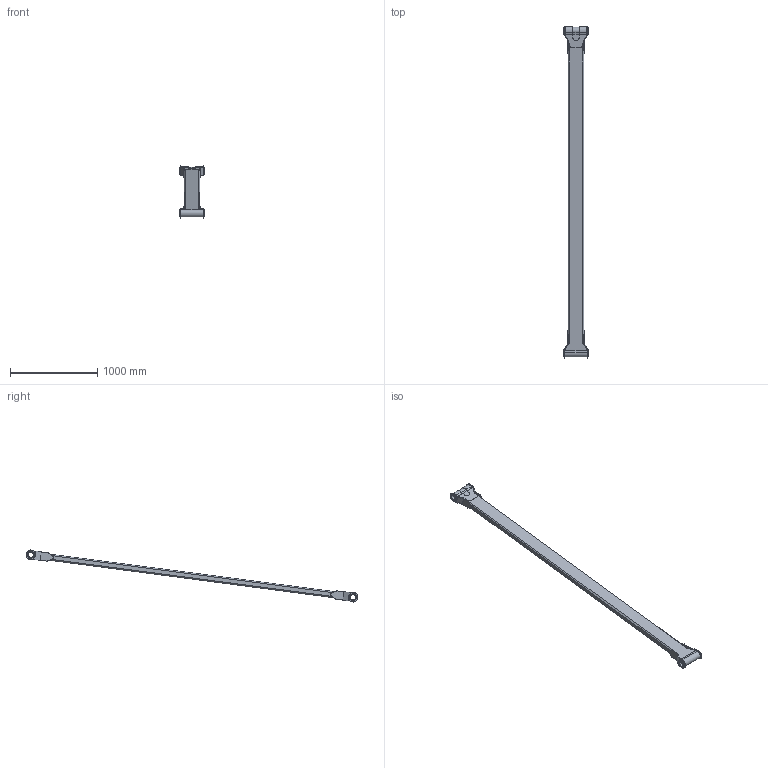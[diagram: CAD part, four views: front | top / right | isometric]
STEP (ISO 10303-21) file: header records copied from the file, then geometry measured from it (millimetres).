
FILE_DESCRIPTION( ( '' ), ' ' );
FILE_NAME( '5dee72a5a4ec34155f60b120.step', '2019-12-09T16:13:25', ( '' ), ( '' ), ' ', ' ', ' ' );
FILE_SCHEMA( ( 'AUTOMOTIVE_DESIGN { 1 0 10303 214 1 1 1 1 }' ) );
Length unit declared in the file: metre
Products named in the file (1): Part 23
Bounding box: 292.1 x 3806.24 x 597.33 mm (x, y, z)
Volume: 47218533.6 mm3; surface area: 2088399.7 mm2
Topology: 1 solids, 1 shells, 178 faces, 505 edges, 331 vertices
Faces by surface type: plane 90, cylinder 88
Full cylindrical faces by diameter (mm): 60 x2, 77.78 x4
Entity records: 7258 total; most frequent: CARTESIAN_POINT 1069, DIRECTION 1020, ORIENTED_EDGE 992, EDGE_CURVE 496, AXIS2_PLACEMENT_3D 351, VERTEX_POINT 328, LINE 318, VECTOR 318
